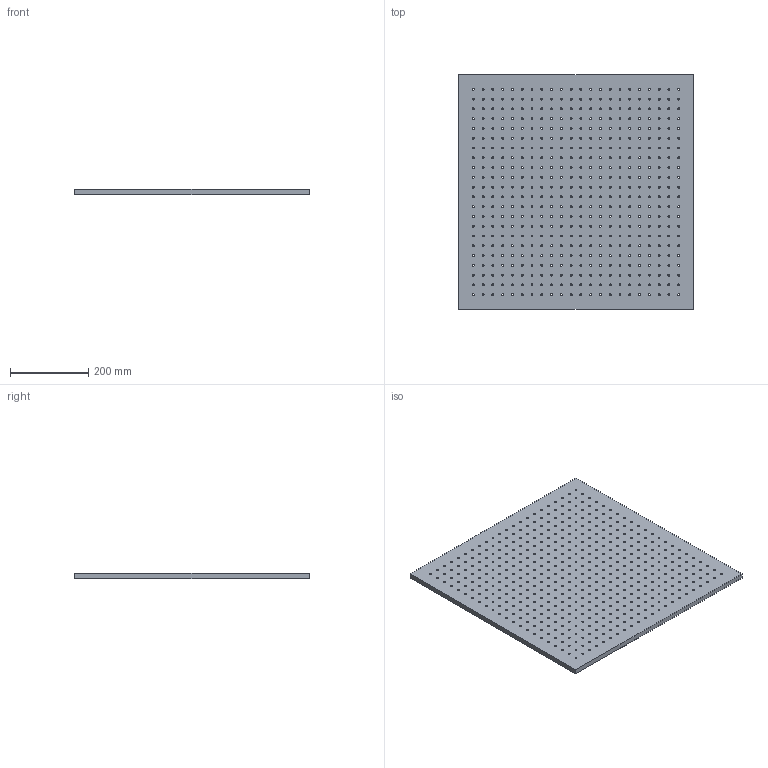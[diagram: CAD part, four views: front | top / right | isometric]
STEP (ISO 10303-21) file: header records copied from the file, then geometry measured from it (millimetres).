
FILE_DESCRIPTION (( 'STEP AP214' ), '1' );
FILE_NAME ('516008.STEP', '2019-10-28T03:35:34', ( 'user' ), ( '微软中国' ), 'SwSTEP 2.0', 'SolidWorks 2016', '' );
FILE_SCHEMA (( 'AUTOMOTIVE_DESIGN' ));
Length unit declared in the file: millimetre
Products named in the file (1): 516008
Bounding box: 600 x 600 x 13 mm (x, y, z)
Volume: 4556456.9 mm3; surface area: 831027.9 mm2
Topology: 1 solids, 1 shells, 974 faces, 2916 edges, 1944 vertices
Faces by surface type: cylinder 968, plane 6
Entity records: 36006 total; most frequent: DIRECTION 6802, CARTESIAN_POINT 5835, ORIENTED_EDGE 5832, EDGE_CURVE 2916, AXIS2_PLACEMENT_3D 2911, VERTEX_POINT 1944, EDGE_LOOP 1942, CIRCLE 1936
